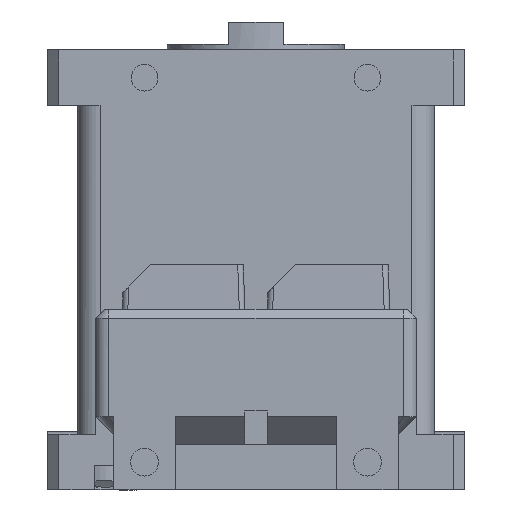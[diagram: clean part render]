
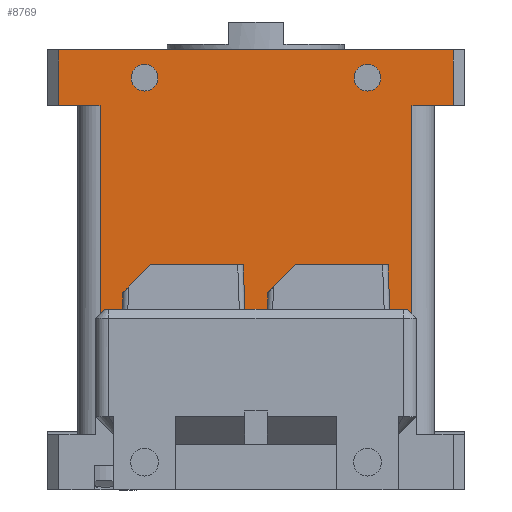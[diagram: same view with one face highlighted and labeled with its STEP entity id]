
A CAD part, left-side view. The second image highlights one B-rep face of the part: STEP entity #8769.
In plain terms, the highlighted planar face has unit normal (-1, 0, 0).
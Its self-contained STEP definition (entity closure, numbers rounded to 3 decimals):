
#6767=CARTESIAN_POINT('',(-31.,-14.0,-23.25));
#6768=VERTEX_POINT('',#6767);
#6791=CARTESIAN_POINT('',(-31.,-14.0,-4.55));
#6792=VERTEX_POINT('',#6791);
#6800=CARTESIAN_POINT('',(-31.,-14.0,-21.55));
#6801=DIRECTION('',(0.0,0.0,1.0));
#6802=VECTOR('',#6801,1.0);
#6803=LINE('',#6800,#6802);
#6804=EDGE_CURVE('',#6768,#6792,#6803,.T.);
#6852=CARTESIAN_POINT('',(-31.,14.0,-23.25));
#6853=VERTEX_POINT('',#6852);
#6865=CARTESIAN_POINT('',(-31.,14.0,-4.55));
#6866=VERTEX_POINT('',#6865);
#6867=CARTESIAN_POINT('',(-31.,14.0,-21.55));
#6868=DIRECTION('',(0.0,0.0,1.0));
#6869=VECTOR('',#6868,1.0);
#6870=LINE('',#6867,#6869);
#6871=EDGE_CURVE('',#6853,#6866,#6870,.T.);
#7424=CARTESIAN_POINT('',(-31.,-11.,-19.85));
#7425=VERTEX_POINT('',#7424);
#7440=CARTESIAN_POINT('',(-31.,-11.,-22.85));
#7441=VERTEX_POINT('',#7440);
#7448=CARTESIAN_POINT('',(-31.,-11.,-19.85));
#7449=DIRECTION('',(0.0,0.0,-1.0));
#7450=VECTOR('',#7449,1.0);
#7451=LINE('',#7448,#7450);
#7452=EDGE_CURVE('',#7425,#7441,#7451,.T.);
#7462=CARTESIAN_POINT('',(-31.,-2.552,-19.85));
#7463=VERTEX_POINT('',#7462);
#7464=CARTESIAN_POINT('',(-31.,-11.,-19.85));
#7465=DIRECTION('',(0.0,1.0,0.0));
#7466=VECTOR('',#7465,1.0);
#7467=LINE('',#7464,#7466);
#7468=EDGE_CURVE('',#7425,#7463,#7467,.T.);
#8273=CARTESIAN_POINT('',(-31.,-1.0,-22.85));
#8274=VERTEX_POINT('',#8273);
#8281=CARTESIAN_POINT('',(-31.,1.,-22.85));
#8282=VERTEX_POINT('',#8281);
#8283=CARTESIAN_POINT('',(-31.,-1.0,-22.85));
#8284=DIRECTION('',(0.0,1.0,0.0));
#8285=VECTOR('',#8284,1.0);
#8286=LINE('',#8283,#8285);
#8287=EDGE_CURVE('',#8274,#8282,#8286,.T.);
#8308=CARTESIAN_POINT('',(-31.,11.,-22.85));
#8309=VERTEX_POINT('',#8308);
#8316=CARTESIAN_POINT('',(-31.,13.6,-22.85));
#8317=VERTEX_POINT('',#8316);
#8318=CARTESIAN_POINT('',(-31.,12.3,-22.85));
#8319=DIRECTION('',(0.0,-1.0,0.0));
#8320=VECTOR('',#8319,1.0);
#8321=LINE('',#8318,#8320);
#8322=EDGE_CURVE('',#8317,#8309,#8321,.T.);
#8333=CARTESIAN_POINT('',(-31.,-13.6,-22.85));
#8334=VERTEX_POINT('',#8333);
#8341=CARTESIAN_POINT('',(-31.,-12.3,-22.85));
#8342=DIRECTION('',(0.0,-1.0,0.0));
#8343=VECTOR('',#8342,1.0);
#8344=LINE('',#8341,#8343);
#8345=EDGE_CURVE('',#7441,#8334,#8344,.T.);
#8639=CARTESIAN_POINT('',(-31.,-2.735,-19.7));
#8640=DIRECTION('',(-1.0,0.0,0.0));
#8641=DIRECTION('',(0.0,1.0,0.0));
#8642=AXIS2_PLACEMENT_3D('',#8639,#8640,#8641);
#8643=PLANE('',#8642);
#8644=CARTESIAN_POINT('',(-31.,-1.052,-21.35));
#8645=VERTEX_POINT('',#8644);
#8646=CARTESIAN_POINT('',(-31.,-1.0,-22.85));
#8647=DIRECTION('',(0.0,-0.035,0.999));
#8648=VECTOR('',#8647,1.);
#8649=LINE('',#8646,#8648);
#8650=EDGE_CURVE('',#8274,#8645,#8649,.T.);
#8651=ORIENTED_EDGE('',*,*,#8650,.T.);
#8652=CARTESIAN_POINT('',(-31.,-2.552,-19.85));
#8653=DIRECTION('',(0.0,0.707,-0.707));
#8654=VECTOR('',#8653,1.);
#8655=LINE('',#8652,#8654);
#8656=EDGE_CURVE('',#7463,#8645,#8655,.T.);
#8657=ORIENTED_EDGE('',*,*,#8656,.F.);
#8658=ORIENTED_EDGE('',*,*,#7468,.F.);
#8659=ORIENTED_EDGE('',*,*,#7452,.T.);
#8660=ORIENTED_EDGE('',*,*,#8345,.T.);
#8661=CARTESIAN_POINT('',(-31.,-13.6,-22.85));
#8662=DIRECTION('',(0.,-0.707,-0.707));
#8663=VECTOR('',#8662,1.);
#8664=LINE('',#8661,#8663);
#8665=EDGE_CURVE('',#8334,#6768,#8664,.T.);
#8666=ORIENTED_EDGE('',*,*,#8665,.T.);
#8667=ORIENTED_EDGE('',*,*,#6804,.T.);
#8668=CARTESIAN_POINT('',(-31.,-17.7,-4.55));
#8669=VERTEX_POINT('',#8668);
#8670=CARTESIAN_POINT('',(-31.,-15.85,-4.55));
#8671=DIRECTION('',(0.,1.0,0.0));
#8672=VECTOR('',#8671,1.0);
#8673=LINE('',#8670,#8672);
#8674=EDGE_CURVE('',#8669,#6792,#8673,.T.);
#8675=ORIENTED_EDGE('',*,*,#8674,.F.);
#8676=CARTESIAN_POINT('',(-31.,-17.7,0.45));
#8677=VERTEX_POINT('',#8676);
#8678=CARTESIAN_POINT('',(-31.,-17.7,0.45));
#8679=DIRECTION('',(0.0,0.0,-1.0));
#8680=VECTOR('',#8679,1.0);
#8681=LINE('',#8678,#8680);
#8682=EDGE_CURVE('',#8677,#8669,#8681,.T.);
#8683=ORIENTED_EDGE('',*,*,#8682,.F.);
#8684=CARTESIAN_POINT('',(-31.,17.7,0.45));
#8685=VERTEX_POINT('',#8684);
#8686=CARTESIAN_POINT('',(-31.,0.,0.45));
#8687=DIRECTION('',(0.0,1.0,0.0));
#8688=VECTOR('',#8687,1.0);
#8689=LINE('',#8686,#8688);
#8690=EDGE_CURVE('',#8677,#8685,#8689,.T.);
#8691=ORIENTED_EDGE('',*,*,#8690,.T.);
#8692=CARTESIAN_POINT('',(-31.,17.7,-4.55));
#8693=VERTEX_POINT('',#8692);
#8694=CARTESIAN_POINT('',(-31.,17.7,-4.55));
#8695=DIRECTION('',(0.0,0.0,1.0));
#8696=VECTOR('',#8695,1.0);
#8697=LINE('',#8694,#8696);
#8698=EDGE_CURVE('',#8693,#8685,#8697,.T.);
#8699=ORIENTED_EDGE('',*,*,#8698,.F.);
#8700=CARTESIAN_POINT('',(-31.,15.85,-4.55));
#8701=DIRECTION('',(0.,-1.0,0.0));
#8702=VECTOR('',#8701,1.0);
#8703=LINE('',#8700,#8702);
#8704=EDGE_CURVE('',#8693,#6866,#8703,.T.);
#8705=ORIENTED_EDGE('',*,*,#8704,.T.);
#8706=ORIENTED_EDGE('',*,*,#6871,.F.);
#8707=CARTESIAN_POINT('',(-31.,14.0,-23.25));
#8708=DIRECTION('',(0.0,-0.707,0.707));
#8709=VECTOR('',#8708,1.);
#8710=LINE('',#8707,#8709);
#8711=EDGE_CURVE('',#6853,#8317,#8710,.T.);
#8712=ORIENTED_EDGE('',*,*,#8711,.T.);
#8713=ORIENTED_EDGE('',*,*,#8322,.T.);
#8714=CARTESIAN_POINT('',(-31.,11.,-20.402));
#8715=VERTEX_POINT('',#8714);
#8716=CARTESIAN_POINT('',(-31.,11.,-20.402));
#8717=DIRECTION('',(0.0,0.0,-1.0));
#8718=VECTOR('',#8717,1.0);
#8719=LINE('',#8716,#8718);
#8720=EDGE_CURVE('',#8715,#8309,#8719,.T.);
#8721=ORIENTED_EDGE('',*,*,#8720,.F.);
#8722=CARTESIAN_POINT('',(-31.,10.448,-19.85));
#8723=VERTEX_POINT('',#8722);
#8724=CARTESIAN_POINT('',(-31.,10.448,-19.85));
#8725=DIRECTION('',(0.0,0.707,-0.707));
#8726=VECTOR('',#8725,1.);
#8727=LINE('',#8724,#8726);
#8728=EDGE_CURVE('',#8723,#8715,#8727,.T.);
#8729=ORIENTED_EDGE('',*,*,#8728,.F.);
#8730=CARTESIAN_POINT('',(-31.,1.105,-19.85));
#8731=VERTEX_POINT('',#8730);
#8732=CARTESIAN_POINT('',(-31.,1.105,-19.85));
#8733=DIRECTION('',(0.0,1.0,0.0));
#8734=VECTOR('',#8733,1.);
#8735=LINE('',#8732,#8734);
#8736=EDGE_CURVE('',#8731,#8723,#8735,.T.);
#8737=ORIENTED_EDGE('',*,*,#8736,.F.);
#8738=CARTESIAN_POINT('',(-31.,1.,-22.85));
#8739=DIRECTION('',(0.0,0.035,0.999));
#8740=VECTOR('',#8739,1.);
#8741=LINE('',#8738,#8740);
#8742=EDGE_CURVE('',#8282,#8731,#8741,.T.);
#8743=ORIENTED_EDGE('',*,*,#8742,.F.);
#8744=ORIENTED_EDGE('',*,*,#8287,.F.);
#8745=EDGE_LOOP('',(#8651,#8657,#8658,#8659,#8660,#8666,#8667,#8675,#8683,#8691,#8699,#8705,#8706,#8712,#8713,#8721,#8729,#8737,#8743,#8744));
#8746=FACE_OUTER_BOUND('',#8745,.T.);
#8747=CARTESIAN_POINT('',(-31.,-10.,-0.85));
#8748=VERTEX_POINT('',#8747);
#8749=CARTESIAN_POINT('',(-31.,-10.,-2.05));
#8750=DIRECTION('',(-1.0,0.0,0.0));
#8751=DIRECTION('',(0.0,0.,1.0));
#8752=AXIS2_PLACEMENT_3D('',#8749,#8750,#8751);
#8753=CIRCLE('',#8752,1.2);
#8754=EDGE_CURVE('',#8748,#8748,#8753,.T.);
#8755=ORIENTED_EDGE('',*,*,#8754,.F.);
#8756=EDGE_LOOP('',(#8755));
#8757=FACE_BOUND('',#8756,.T.);
#8758=CARTESIAN_POINT('',(-31.,10.0,-3.25));
#8759=VERTEX_POINT('',#8758);
#8760=CARTESIAN_POINT('',(-31.,10.,-2.05));
#8761=DIRECTION('',(-1.0,0.,0.));
#8762=DIRECTION('',(0.,0.,-1.0));
#8763=AXIS2_PLACEMENT_3D('',#8760,#8761,#8762);
#8764=CIRCLE('',#8763,1.2);
#8765=EDGE_CURVE('',#8759,#8759,#8764,.T.);
#8766=ORIENTED_EDGE('',*,*,#8765,.F.);
#8767=EDGE_LOOP('',(#8766));
#8768=FACE_BOUND('',#8767,.T.);
#8769=ADVANCED_FACE('',(#8746,#8757,#8768),#8643,.T.);
